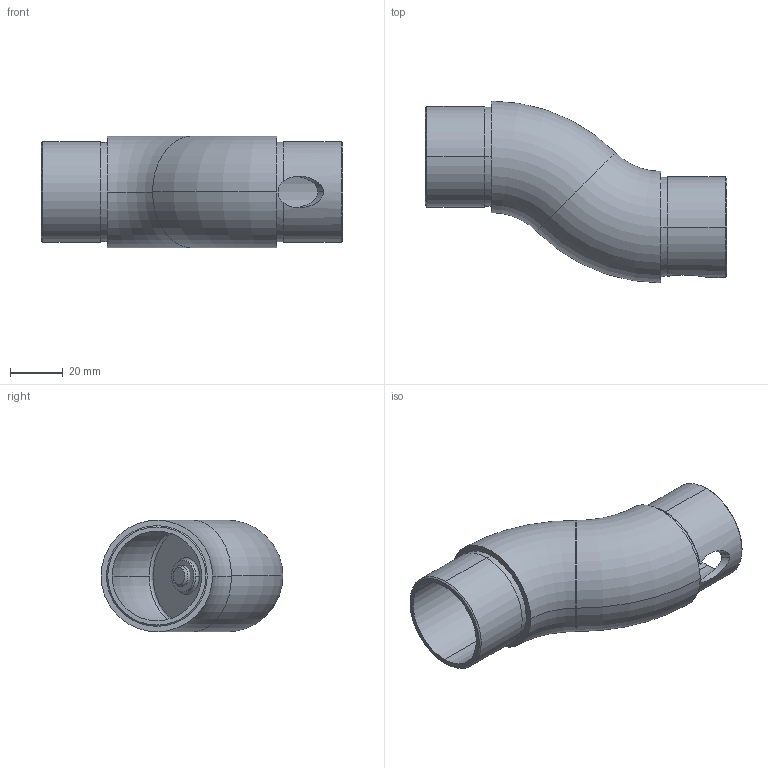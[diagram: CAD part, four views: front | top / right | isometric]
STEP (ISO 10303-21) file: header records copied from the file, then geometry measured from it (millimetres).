
FILE_DESCRIPTION (( 'STEP AP203' ), '1' );
FILE_NAME ('A_0302-042-UP.STEP', '2021-10-05T07:51:45', ( '' ), ( '' ), 'SwSTEP 2.0', 'SolidWorks 2019', '' );
FILE_SCHEMA (( 'CONFIG_CONTROL_DESIGN' ));
Length unit declared in the file: millimetre
Products named in the file (4): SKRUTKA DIN 912 M3x40_SKRUTKA M 8x 12; A_0302-042-UP.P1; A_0302-042-UP.P2; A_0302-042-UP
Assembly tree (3 placements, depth 2):
  A_0302-042-UP
    A_0302-042-UP.P1
    A_0302-042-UP.P2
    SKRUTKA DIN 912 M3x40_SKRUTKA M 8x 12
Bounding box: 114.49 x 69.11 x 42.4 mm (x, y, z)
Volume: 42559.6 mm3; surface area: 36020.3 mm2
Topology: 3 solids, 3 shells, 92 faces, 207 edges, 127 vertices
Faces by surface type: plane 30, cylinder 28, torus 16, cone 12, bspline 6
Entity records: 4728 total; most frequent: CARTESIAN_POINT 2262, DIRECTION 462, ORIENTED_EDGE 410, EDGE_CURVE 205, AXIS2_PLACEMENT_3D 199, VERTEX_POINT 127, CIRCLE 107, EDGE_LOOP 106
